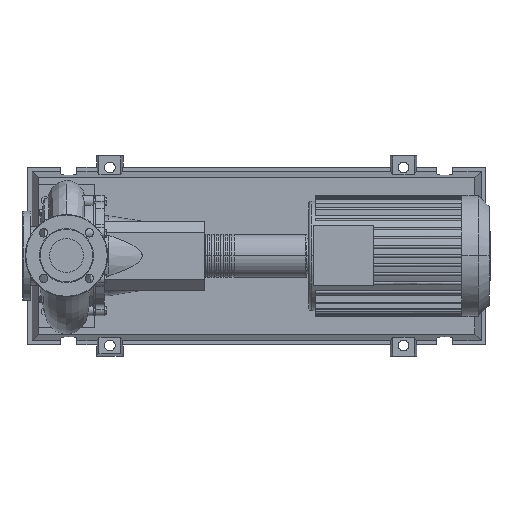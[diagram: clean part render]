
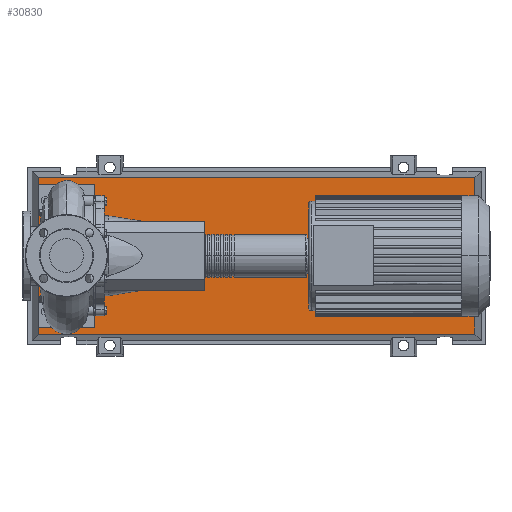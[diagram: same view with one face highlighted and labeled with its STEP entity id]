
A CAD part, top view. The second image highlights one B-rep face of the part: STEP entity #30830.
In plain terms, the highlighted planar face has unit normal (0, 0, 1).
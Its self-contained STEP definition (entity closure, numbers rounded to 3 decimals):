
#30511=CARTESIAN_POINT('',(917.971,-175.471,103.0));
#30512=VERTEX_POINT('',#30511);
#30519=CARTESIAN_POINT('',(-62.971,-175.471,103.0));
#30520=VERTEX_POINT('',#30519);
#30521=CARTESIAN_POINT('',(917.971,-175.471,103.0));
#30522=DIRECTION('',(-1.0,0.0,0.0));
#30523=VECTOR('',#30522,980.941);
#30524=LINE('',#30521,#30523);
#30525=EDGE_CURVE('',#30512,#30520,#30524,.T.);
#30743=CARTESIAN_POINT('',(917.971,175.471,103.0));
#30744=VERTEX_POINT('',#30743);
#30745=CARTESIAN_POINT('',(917.971,175.471,103.0));
#30746=DIRECTION('',(0.0,-1.0,0.0));
#30747=VECTOR('',#30746,350.941);
#30748=LINE('',#30745,#30747);
#30749=EDGE_CURVE('',#30744,#30512,#30748,.T.);
#30767=CARTESIAN_POINT('',(-62.971,175.471,103.0));
#30768=VERTEX_POINT('',#30767);
#30769=CARTESIAN_POINT('',(-62.971,-175.471,103.0));
#30770=DIRECTION('',(0.0,1.0,0.0));
#30771=VECTOR('',#30770,350.941);
#30772=LINE('',#30769,#30771);
#30773=EDGE_CURVE('',#30520,#30768,#30772,.T.);
#30806=CARTESIAN_POINT('',(-62.971,175.471,103.0));
#30807=DIRECTION('',(1.0,0.0,0.0));
#30808=VECTOR('',#30807,980.941);
#30809=LINE('',#30806,#30808);
#30810=EDGE_CURVE('',#30768,#30744,#30809,.T.);
#30819=CARTESIAN_POINT('',(427.5,0.,103.0));
#30820=DIRECTION('',(0.0,0.0,1.0));
#30821=DIRECTION('',(1.0,0.0,0.0));
#30822=AXIS2_PLACEMENT_3D('',#30819,#30820,#30821);
#30823=PLANE('',#30822);
#30824=ORIENTED_EDGE('',*,*,#30749,.F.);
#30825=ORIENTED_EDGE('',*,*,#30810,.F.);
#30826=ORIENTED_EDGE('',*,*,#30773,.F.);
#30827=ORIENTED_EDGE('',*,*,#30525,.F.);
#30828=EDGE_LOOP('',(#30824,#30825,#30826,#30827));
#30829=FACE_OUTER_BOUND('',#30828,.T.);
#30830=ADVANCED_FACE('',(#30829),#30823,.T.);
